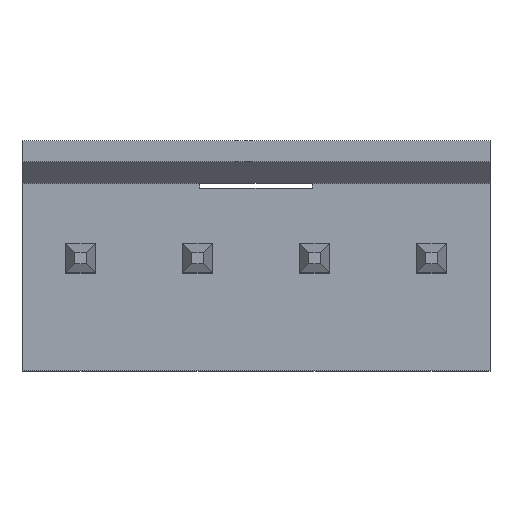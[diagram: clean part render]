
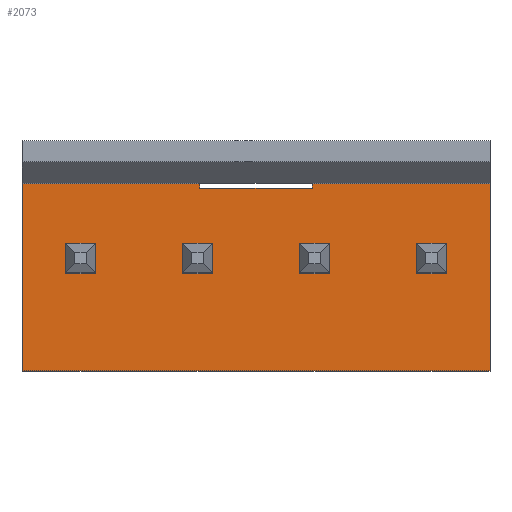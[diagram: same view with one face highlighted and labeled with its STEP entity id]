
A CAD part, top view. The second image highlights one B-rep face of the part: STEP entity #2073.
In plain terms, the highlighted planar face has unit normal (0, 0, 1).
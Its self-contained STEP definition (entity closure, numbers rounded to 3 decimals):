
#460 = EDGE_CURVE('',#461,#463,#465,.T.);
#461 = VERTEX_POINT('',#462);
#462 = CARTESIAN_POINT('',(-2.82,-0.37,2.9));
#463 = VERTEX_POINT('',#464);
#464 = CARTESIAN_POINT('',(-2.82,0.27,2.9));
#465 = LINE('',#466,#467);
#466 = CARTESIAN_POINT('',(-2.82,-0.025,2.9));
#467 = VECTOR('',#468,1.);
#468 = DIRECTION('',(0.,1.,0.));
#500 = EDGE_CURVE('',#501,#461,#503,.T.);
#501 = VERTEX_POINT('',#502);
#502 = CARTESIAN_POINT('',(-2.18,-0.37,2.9));
#503 = LINE('',#504,#505);
#504 = CARTESIAN_POINT('',(-3.75,-0.37,2.9));
#505 = VECTOR('',#506,1.);
#506 = DIRECTION('',(-1.,0.,0.));
#531 = EDGE_CURVE('',#463,#532,#534,.T.);
#532 = VERTEX_POINT('',#533);
#533 = CARTESIAN_POINT('',(-2.18,0.27,2.9));
#534 = LINE('',#535,#536);
#535 = CARTESIAN_POINT('',(-3.75,0.27,2.9));
#536 = VECTOR('',#537,1.);
#537 = DIRECTION('',(1.,0.,0.));
#602 = EDGE_CURVE('',#532,#501,#603,.T.);
#603 = LINE('',#604,#605);
#604 = CARTESIAN_POINT('',(-2.18,-0.025,2.9));
#605 = VECTOR('',#606,1.);
#606 = DIRECTION('',(0.,-1.,0.));
#863 = EDGE_CURVE('',#864,#866,#868,.T.);
#864 = VERTEX_POINT('',#865);
#865 = CARTESIAN_POINT('',(-5.32,-0.37,2.9));
#866 = VERTEX_POINT('',#867);
#867 = CARTESIAN_POINT('',(-5.32,0.27,2.9));
#868 = LINE('',#869,#870);
#869 = CARTESIAN_POINT('',(-5.32,-0.025,2.9));
#870 = VECTOR('',#871,1.);
#871 = DIRECTION('',(0.,1.,0.));
#903 = EDGE_CURVE('',#904,#864,#906,.T.);
#904 = VERTEX_POINT('',#905);
#905 = CARTESIAN_POINT('',(-4.68,-0.37,2.9));
#906 = LINE('',#907,#908);
#907 = CARTESIAN_POINT('',(-5.,-0.37,2.9));
#908 = VECTOR('',#909,1.);
#909 = DIRECTION('',(-1.,0.,0.));
#934 = EDGE_CURVE('',#866,#935,#937,.T.);
#935 = VERTEX_POINT('',#936);
#936 = CARTESIAN_POINT('',(-4.68,0.27,2.9));
#937 = LINE('',#938,#939);
#938 = CARTESIAN_POINT('',(-5.,0.27,2.9));
#939 = VECTOR('',#940,1.);
#940 = DIRECTION('',(1.,0.,0.));
#1005 = EDGE_CURVE('',#935,#904,#1006,.T.);
#1006 = LINE('',#1007,#1008);
#1007 = CARTESIAN_POINT('',(-4.68,-0.025,2.9));
#1008 = VECTOR('',#1009,1.);
#1009 = DIRECTION('',(0.,-1.,0.));
#1111 = EDGE_CURVE('',#1112,#1114,#1116,.T.);
#1112 = VERTEX_POINT('',#1113);
#1113 = CARTESIAN_POINT('',(-7.82,-0.37,2.9));
#1114 = VERTEX_POINT('',#1115);
#1115 = CARTESIAN_POINT('',(-7.82,0.27,2.9));
#1116 = LINE('',#1117,#1118);
#1117 = CARTESIAN_POINT('',(-7.82,-0.025,2.9));
#1118 = VECTOR('',#1119,1.);
#1119 = DIRECTION('',(0.,1.,0.));
#1151 = EDGE_CURVE('',#1152,#1112,#1154,.T.);
#1152 = VERTEX_POINT('',#1153);
#1153 = CARTESIAN_POINT('',(-7.18,-0.37,2.9));
#1154 = LINE('',#1155,#1156);
#1155 = CARTESIAN_POINT('',(-6.25,-0.37,2.9));
#1156 = VECTOR('',#1157,1.);
#1157 = DIRECTION('',(-1.,0.,0.));
#1182 = EDGE_CURVE('',#1114,#1183,#1185,.T.);
#1183 = VERTEX_POINT('',#1184);
#1184 = CARTESIAN_POINT('',(-7.18,0.27,2.9));
#1185 = LINE('',#1186,#1187);
#1186 = CARTESIAN_POINT('',(-6.25,0.27,2.9));
#1187 = VECTOR('',#1188,1.);
#1188 = DIRECTION('',(1.,0.,0.));
#1244 = EDGE_CURVE('',#1183,#1152,#1245,.T.);
#1245 = LINE('',#1246,#1247);
#1246 = CARTESIAN_POINT('',(-7.18,-0.025,2.9));
#1247 = VECTOR('',#1248,1.);
#1248 = DIRECTION('',(0.,-1.,0.));
#1331 = EDGE_CURVE('',#1332,#1334,#1336,.T.);
#1332 = VERTEX_POINT('',#1333);
#1333 = CARTESIAN_POINT('',(-0.32,-0.37,2.9));
#1334 = VERTEX_POINT('',#1335);
#1335 = CARTESIAN_POINT('',(-0.32,0.27,2.9));
#1336 = LINE('',#1337,#1338);
#1337 = CARTESIAN_POINT('',(-0.32,-0.025,2.9));
#1338 = VECTOR('',#1339,1.);
#1339 = DIRECTION('',(0.,1.,0.));
#1362 = EDGE_CURVE('',#1363,#1332,#1365,.T.);
#1363 = VERTEX_POINT('',#1364);
#1364 = CARTESIAN_POINT('',(0.32,-0.37,2.9));
#1365 = LINE('',#1366,#1367);
#1366 = CARTESIAN_POINT('',(-2.5,-0.37,2.9));
#1367 = VECTOR('',#1368,1.);
#1368 = DIRECTION('',(-1.,0.,0.));
#1386 = EDGE_CURVE('',#1334,#1387,#1389,.T.);
#1387 = VERTEX_POINT('',#1388);
#1388 = CARTESIAN_POINT('',(0.32,0.27,2.9));
#1389 = LINE('',#1390,#1391);
#1390 = CARTESIAN_POINT('',(-2.5,0.27,2.9));
#1391 = VECTOR('',#1392,1.);
#1392 = DIRECTION('',(1.,0.,0.));
#1441 = EDGE_CURVE('',#1387,#1363,#1442,.T.);
#1442 = LINE('',#1443,#1444);
#1443 = CARTESIAN_POINT('',(0.32,-0.025,2.9));
#1444 = VECTOR('',#1445,1.);
#1445 = DIRECTION('',(0.,-1.,0.));
#1863 = VERTEX_POINT('',#1864);
#1864 = CARTESIAN_POINT('',(1.25,1.55,2.9));
#1870 = EDGE_CURVE('',#1871,#1863,#1873,.T.);
#1871 = VERTEX_POINT('',#1872);
#1872 = CARTESIAN_POINT('',(1.25,-2.45,2.9));
#1873 = LINE('',#1874,#1875);
#1874 = CARTESIAN_POINT('',(1.25,0.,2.9));
#1875 = VECTOR('',#1876,1.);
#1876 = DIRECTION('',(0.,1.,0.));
#1909 = VERTEX_POINT('',#1910);
#1910 = CARTESIAN_POINT('',(-8.75,1.55,2.9));
#1916 = EDGE_CURVE('',#1909,#1917,#1919,.T.);
#1917 = VERTEX_POINT('',#1918);
#1918 = CARTESIAN_POINT('',(-4.95,1.55,2.9));
#1919 = LINE('',#1920,#1921);
#1920 = CARTESIAN_POINT('',(-5.,1.55,2.9));
#1921 = VECTOR('',#1922,1.);
#1922 = DIRECTION('',(1.,0.,0.));
#1941 = VERTEX_POINT('',#1942);
#1942 = CARTESIAN_POINT('',(-2.55,1.55,2.9));
#1948 = EDGE_CURVE('',#1941,#1863,#1949,.T.);
#1949 = LINE('',#1950,#1951);
#1950 = CARTESIAN_POINT('',(-5.,1.55,2.9));
#1951 = VECTOR('',#1952,1.);
#1952 = DIRECTION('',(1.,0.,0.));
#1963 = EDGE_CURVE('',#1964,#1966,#1968,.T.);
#1964 = VERTEX_POINT('',#1965);
#1965 = CARTESIAN_POINT('',(-2.55,1.45,2.9));
#1966 = VERTEX_POINT('',#1967);
#1967 = CARTESIAN_POINT('',(-4.95,1.45,2.9));
#1968 = LINE('',#1969,#1970);
#1969 = CARTESIAN_POINT('',(-4.375,1.45,2.9));
#1970 = VECTOR('',#1971,1.);
#1971 = DIRECTION('',(-1.,0.,0.));
#1998 = EDGE_CURVE('',#1966,#1917,#1999,.T.);
#1999 = LINE('',#2000,#2001);
#2000 = CARTESIAN_POINT('',(-4.95,5.725,2.9));
#2001 = VECTOR('',#2002,1.);
#2002 = DIRECTION('',(0.,1.,0.));
#2053 = EDGE_CURVE('',#1941,#1964,#2054,.T.);
#2054 = LINE('',#2055,#2056);
#2055 = CARTESIAN_POINT('',(-2.55,5.725,2.9));
#2056 = VECTOR('',#2057,1.);
#2057 = DIRECTION('',(0.,-1.,0.));
#2073 = ADVANCED_FACE('',(#2074,#2080,#2086,#2092,#2098),#2120,.T.);
#2074 = FACE_BOUND('',#2075,.T.);
#2075 = EDGE_LOOP('',(#2076,#2077,#2078,#2079));
#2076 = ORIENTED_EDGE('',*,*,#602,.T.);
#2077 = ORIENTED_EDGE('',*,*,#500,.T.);
#2078 = ORIENTED_EDGE('',*,*,#460,.T.);
#2079 = ORIENTED_EDGE('',*,*,#531,.T.);
#2080 = FACE_BOUND('',#2081,.T.);
#2081 = EDGE_LOOP('',(#2082,#2083,#2084,#2085));
#2082 = ORIENTED_EDGE('',*,*,#1005,.T.);
#2083 = ORIENTED_EDGE('',*,*,#903,.T.);
#2084 = ORIENTED_EDGE('',*,*,#863,.T.);
#2085 = ORIENTED_EDGE('',*,*,#934,.T.);
#2086 = FACE_BOUND('',#2087,.T.);
#2087 = EDGE_LOOP('',(#2088,#2089,#2090,#2091));
#2088 = ORIENTED_EDGE('',*,*,#1244,.T.);
#2089 = ORIENTED_EDGE('',*,*,#1151,.T.);
#2090 = ORIENTED_EDGE('',*,*,#1111,.T.);
#2091 = ORIENTED_EDGE('',*,*,#1182,.T.);
#2092 = FACE_BOUND('',#2093,.T.);
#2093 = EDGE_LOOP('',(#2094,#2095,#2096,#2097));
#2094 = ORIENTED_EDGE('',*,*,#1441,.T.);
#2095 = ORIENTED_EDGE('',*,*,#1362,.T.);
#2096 = ORIENTED_EDGE('',*,*,#1331,.T.);
#2097 = ORIENTED_EDGE('',*,*,#1386,.T.);
#2098 = FACE_BOUND('',#2099,.T.);
#2099 = EDGE_LOOP('',(#2100,#2101,#2102,#2103,#2104,#2112,#2118,#2119));
#2100 = ORIENTED_EDGE('',*,*,#2053,.T.);
#2101 = ORIENTED_EDGE('',*,*,#1963,.T.);
#2102 = ORIENTED_EDGE('',*,*,#1998,.T.);
#2103 = ORIENTED_EDGE('',*,*,#1916,.F.);
#2104 = ORIENTED_EDGE('',*,*,#2105,.T.);
#2105 = EDGE_CURVE('',#1909,#2106,#2108,.T.);
#2106 = VERTEX_POINT('',#2107);
#2107 = CARTESIAN_POINT('',(-8.75,-2.45,2.9));
#2108 = LINE('',#2109,#2110);
#2109 = CARTESIAN_POINT('',(-8.75,0.,2.9));
#2110 = VECTOR('',#2111,1.);
#2111 = DIRECTION('',(0.,-1.,0.));
#2112 = ORIENTED_EDGE('',*,*,#2113,.T.);
#2113 = EDGE_CURVE('',#2106,#1871,#2114,.T.);
#2114 = LINE('',#2115,#2116);
#2115 = CARTESIAN_POINT('',(-5.,-2.45,2.9));
#2116 = VECTOR('',#2117,1.);
#2117 = DIRECTION('',(1.,0.,0.));
#2118 = ORIENTED_EDGE('',*,*,#1870,.T.);
#2119 = ORIENTED_EDGE('',*,*,#1948,.F.);
#2120 = PLANE('',#2121);
#2121 = AXIS2_PLACEMENT_3D('',#2122,#2123,#2124);
#2122 = CARTESIAN_POINT('',(-5.,0.,2.9));
#2123 = DIRECTION('',(0.,0.,1.));
#2124 = DIRECTION('',(1.,0.,-0.));
